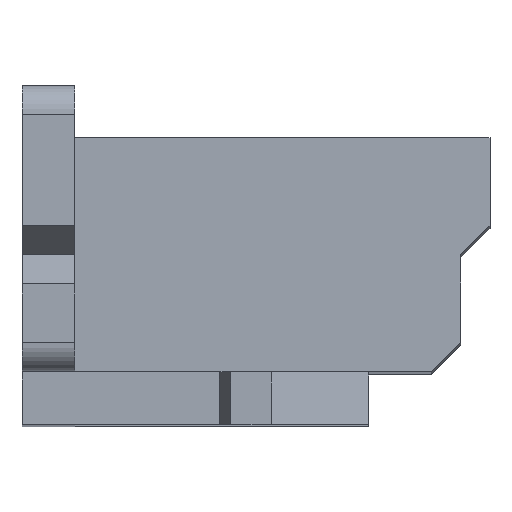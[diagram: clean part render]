
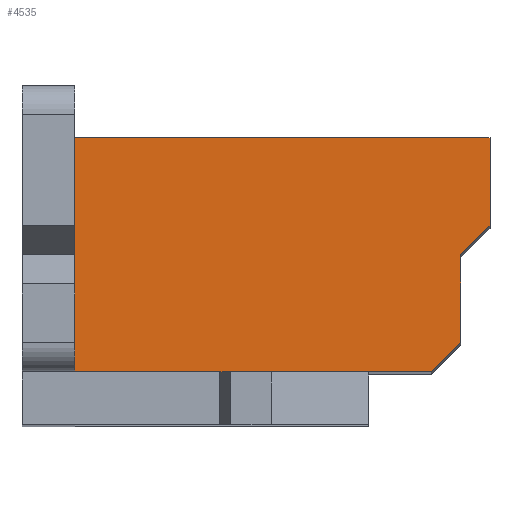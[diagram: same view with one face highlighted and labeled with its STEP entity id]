
A CAD part, top view. The second image highlights one B-rep face of the part: STEP entity #4535.
In plain terms, the highlighted planar face has unit normal (0, 0, 1).
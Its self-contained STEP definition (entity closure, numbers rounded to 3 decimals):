
#296=DIRECTION('',(0.,1.,0.));
#297=VECTOR('',#296,4.);
#298=CARTESIAN_POINT('',(0.9,-2.,20.35));
#299=LINE('',#298,#297);
#802=DIRECTION('',(-1.,0.,0.));
#803=VECTOR('',#802,6.1);
#804=CARTESIAN_POINT('',(7.,-2.,20.35));
#805=LINE('',#804,#803);
#958=DIRECTION('',(-1.,0.,0.));
#959=VECTOR('',#958,7.1);
#960=CARTESIAN_POINT('',(8.,2.,20.35));
#961=LINE('',#960,#959);
#962=DIRECTION('',(0.,1.,0.));
#963=VECTOR('',#962,1.5);
#964=CARTESIAN_POINT('',(8.,0.5,20.35));
#965=LINE('',#964,#963);
#966=DIRECTION('',(0.707,0.707,0.));
#967=VECTOR('',#966,0.707);
#968=CARTESIAN_POINT('',(7.5,0.,20.35));
#969=LINE('',#968,#967);
#970=DIRECTION('',(0.,1.,0.));
#971=VECTOR('',#970,1.5);
#972=CARTESIAN_POINT('',(7.5,-1.5,20.35));
#973=LINE('',#972,#971);
#974=DIRECTION('',(0.707,0.707,0.));
#975=VECTOR('',#974,0.707);
#976=CARTESIAN_POINT('',(7.,-2.,20.35));
#977=LINE('',#976,#975);
#2912=CARTESIAN_POINT('',(7.5,0.,20.35));
#2913=CARTESIAN_POINT('',(8.,0.5,20.35));
#2914=VERTEX_POINT('',#2912);
#2915=VERTEX_POINT('',#2913);
#3095=CARTESIAN_POINT('',(7.5,-1.5,20.35));
#3097=VERTEX_POINT('',#3095);
#3304=CARTESIAN_POINT('',(8.,2.,20.35));
#3305=VERTEX_POINT('',#3304);
#3420=CARTESIAN_POINT('',(7.,-2.,20.35));
#3421=VERTEX_POINT('',#3420);
#3488=CARTESIAN_POINT('',(0.9,-2.,20.35));
#3490=VERTEX_POINT('',#3488);
#3506=CARTESIAN_POINT('',(0.9,2.,20.35));
#3507=VERTEX_POINT('',#3506);
#4518=CARTESIAN_POINT('',(0.9,80.,20.35));
#4519=DIRECTION('',(0.,0.,-1.));
#4520=DIRECTION('',(-1.,0.,0.));
#4521=AXIS2_PLACEMENT_3D('',#4518,#4519,#4520);
#4522=PLANE('',#4521);
#4523=ORIENTED_EDGE('',*,*,#4282,.T.);
#4524=ORIENTED_EDGE('',*,*,#3882,.T.);
#4525=ORIENTED_EDGE('',*,*,#3853,.F.);
#4526=ORIENTED_EDGE('',*,*,#3729,.F.);
#4528=ORIENTED_EDGE('',*,*,#4527,.F.);
#4530=ORIENTED_EDGE('',*,*,#4529,.F.);
#4532=ORIENTED_EDGE('',*,*,#4531,.F.);
#4533=EDGE_LOOP('',(#4523,#4524,#4525,#4526,#4528,#4530,#4532));
#4534=FACE_OUTER_BOUND('',#4533,.F.);
#3729=EDGE_CURVE('',#2915,#3305,#965,.T.);
#3853=EDGE_CURVE('',#3305,#3507,#961,.T.);
#3882=EDGE_CURVE('',#3490,#3507,#299,.T.);
#4282=EDGE_CURVE('',#3421,#3490,#805,.T.);
#4527=EDGE_CURVE('',#2914,#2915,#969,.T.);
#4529=EDGE_CURVE('',#3097,#2914,#973,.T.);
#4531=EDGE_CURVE('',#3421,#3097,#977,.T.);
#4535=ADVANCED_FACE('',(#4534),#4522,.F.);
